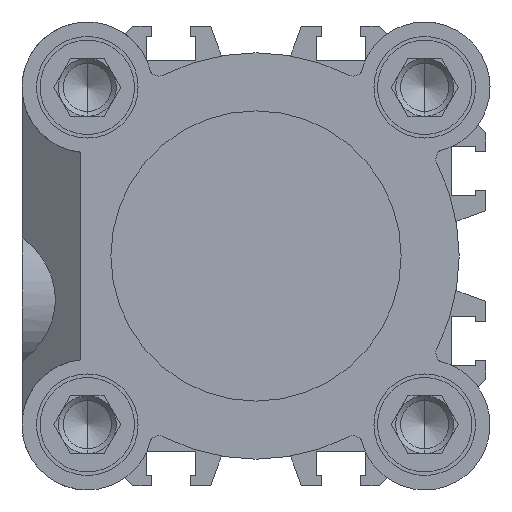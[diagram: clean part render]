
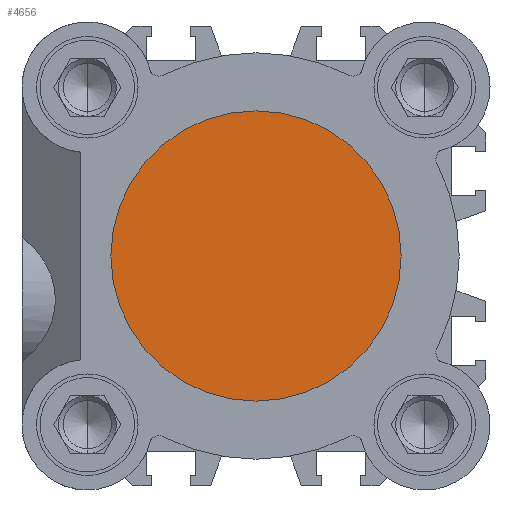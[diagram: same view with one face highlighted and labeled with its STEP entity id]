
A CAD part, left-side view. The second image highlights one B-rep face of the part: STEP entity #4656.
In plain terms, the highlighted face is planar.
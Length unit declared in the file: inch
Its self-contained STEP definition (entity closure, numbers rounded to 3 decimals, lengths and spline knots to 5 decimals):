
#173 = VERTEX_POINT ( 'NONE', #8772 ) ;
#2246 = DIRECTION ( 'NONE',  ( -1., 0., 0. ) ) ;
#2917 = DIRECTION ( 'NONE',  ( -1., 0., 0. ) ) ;
#4278 = EDGE_LOOP ( 'NONE', ( #10710, #5755 ) ) ;
#4656 = ADVANCED_FACE ( 'NONE', ( #11032 ), #8215, .F. ) ;
#4922 = VERTEX_POINT ( 'NONE', #6680 ) ;
#4958 = DIRECTION ( 'NONE',  ( -1., 0., 0. ) ) ;
#5755 = ORIENTED_EDGE ( 'NONE', *, *, #10536, .F. ) ;
#6214 = CIRCLE ( 'NONE', #7921, 0.7874 ) ;
#6680 = CARTESIAN_POINT ( 'NONE',  ( 0.15748, 0., -0.7874 ) ) ;
#7921 = AXIS2_PLACEMENT_3D ( 'NONE', #8848, #2917, #9840 ) ;
#8215 = PLANE ( 'NONE',  #10282 ) ;
#8772 = CARTESIAN_POINT ( 'NONE',  ( 0.15748, 0., 0.7874 ) ) ;
#8848 = CARTESIAN_POINT ( 'NONE',  ( 0.15748, 0., 0. ) ) ;
#9186 = DIRECTION ( 'NONE',  ( 0., 0., 1. ) ) ;
#9840 = DIRECTION ( 'NONE',  ( 0., 0., 1. ) ) ;
#10070 = CIRCLE ( 'NONE', #11871, 0.7874 ) ;
#10282 = AXIS2_PLACEMENT_3D ( 'NONE', #11122, #2246, #9186 ) ;
#10536 = EDGE_CURVE ( 'NONE', #4922, #173, #6214, .T. ) ;
#10710 = ORIENTED_EDGE ( 'NONE', *, *, #12672, .F. ) ;
#10837 = CARTESIAN_POINT ( 'NONE',  ( 0.15748, 0., 0. ) ) ;
#11032 = FACE_OUTER_BOUND ( 'NONE', #4278, .T. ) ;
#11122 = CARTESIAN_POINT ( 'NONE',  ( 0.15748, 0.7874, 0. ) ) ;
#11825 = DIRECTION ( 'NONE',  ( 0., 0., 1. ) ) ;
#11871 = AXIS2_PLACEMENT_3D ( 'NONE', #10837, #4958, #11825 ) ;
#12672 = EDGE_CURVE ( 'NONE', #173, #4922, #10070, .T. ) ;
